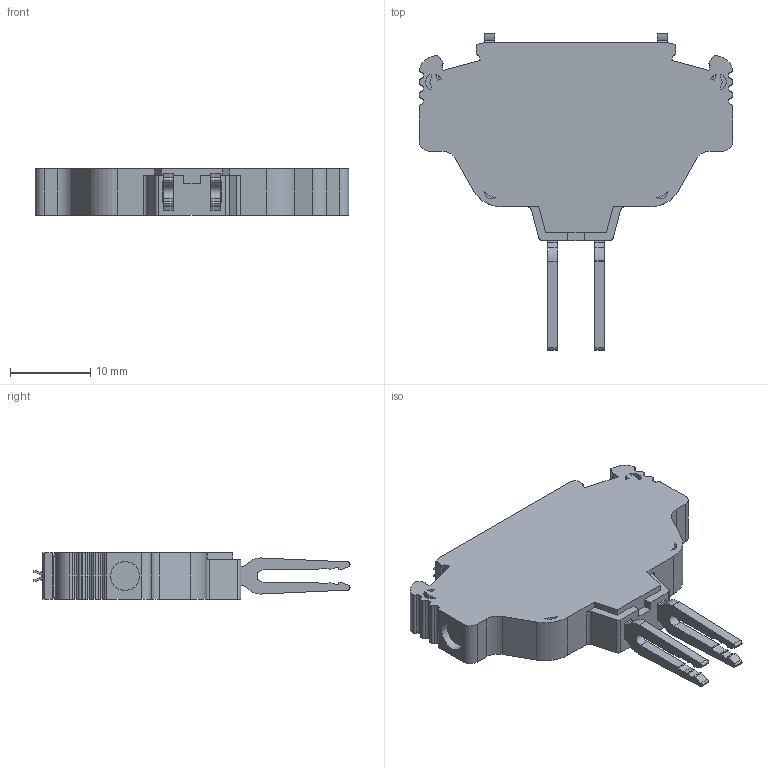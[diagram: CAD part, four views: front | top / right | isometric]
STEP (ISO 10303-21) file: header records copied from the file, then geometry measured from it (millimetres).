
FILE_DESCRIPTION (( 'STEP AP214' ), '1' );
FILE_NAME ('498759_AVK SKT_Grey.STP', '2013-11-12T10:37:51', ( 'arge' ), ( 'Microsoft' ), 'SwSTEP 2.0', 'SolidWorks 2013', '' );
FILE_SCHEMA (( 'AUTOMOTIVE_DESIGN' ));
Length unit declared in the file: millimetre
Products named in the file (1): 498759_AVK SKT_Grey
Bounding box: 39.1 x 39.41 x 5.8 mm (x, y, z)
Volume: 4090.5 mm3; surface area: 2878.5 mm2
Topology: 1 solids, 23 shells, 464 faces, 1198 edges, 795 vertices
Faces by surface type: plane 229, cylinder 202, cone 33
Entity records: 18574 total; most frequent: CARTESIAN_POINT 2641, DIRECTION 2519, ORIENTED_EDGE 2396, EDGE_CURVE 1198, AXIS2_PLACEMENT_3D 917, VERTEX_POINT 795, LINE 685, VECTOR 685
